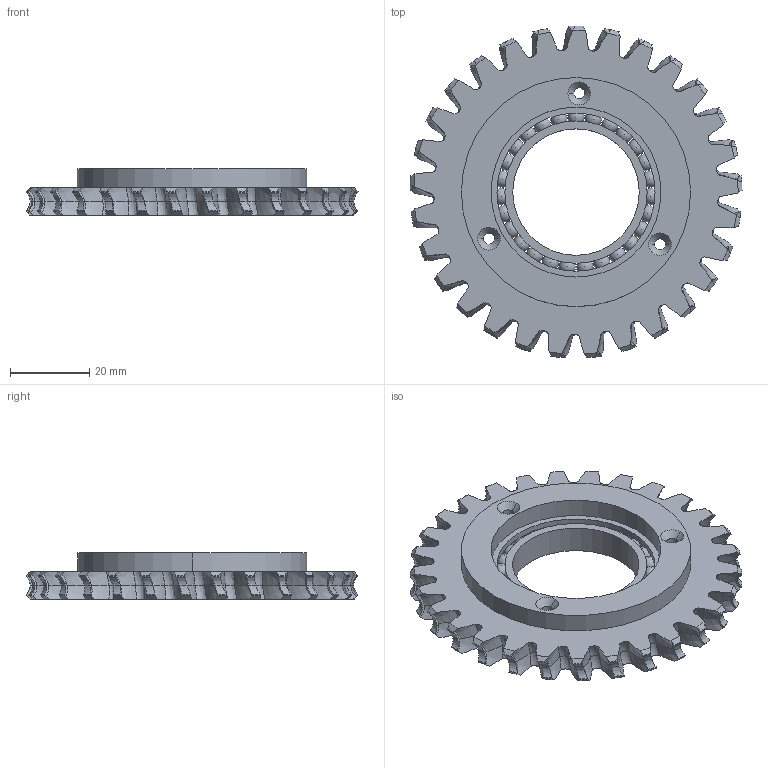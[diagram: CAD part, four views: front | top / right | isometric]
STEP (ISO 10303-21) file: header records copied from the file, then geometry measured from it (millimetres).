
FILE_DESCRIPTION (( 'STEP AP214' ), '1' );
FILE_NAME ('modified worm gear(84mm).STEP', '2025-04-09T07:49:33', ( '' ), ( '' ), 'SwSTEP 2.0', 'SolidWorks 2022', '' );
FILE_SCHEMA (( 'AUTOMOTIVE_DESIGN' ));
Length unit declared in the file: millimetre
Products named in the file (1): modified worm gear(84mm)
Bounding box: 84 x 83.92 x 11.75 mm (x, y, z)
Volume: 30717.6 mm3; surface area: 16786.2 mm2
Topology: 29 solids, 29 shells, 556 faces, 1487 edges, 937 vertices
Faces by surface type: bspline 290, cylinder 78, torus 64, cone 64, sphere 54, plane 6
Entity records: 29502 total; most frequent: CARTESIAN_POINT 18773, ORIENTED_EDGE 2704, DIRECTION 1414, EDGE_CURVE 1352, VERTEX_POINT 856, B_SPLINE_CURVE_WITH_KNOTS 754, AXIS2_PLACEMENT_3D 665, EDGE_LOOP 568
